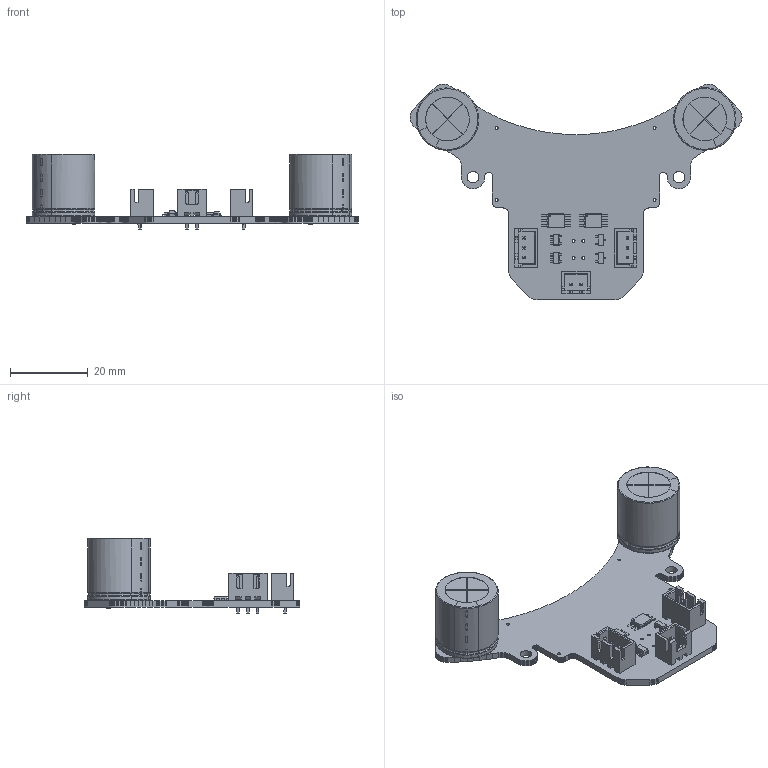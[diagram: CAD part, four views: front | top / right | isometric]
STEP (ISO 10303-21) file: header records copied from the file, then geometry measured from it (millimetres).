
FILE_DESCRIPTION(('KiCad electronic assembly'),'2;1');
FILE_NAME('Boost-unit.step','2024-04-20T21:43:37',('Pcbnew'),('Kicad'), 'Open CASCADE STEP processor 7.6','KiCad to STEP converter','Unknown' );
FILE_SCHEMA(('AUTOMOTIVE_DESIGN { 1 0 10303 214 1 1 1 1 }'));
Length unit declared in the file: millimetre
Products named in the file (14): Boost-unit 1; JST_XH_B3B-XH-A_1x03_P2.50mm_Vertical; SOLID; CP_Radial_D16.0mm_P7.50mm; SOT-23; SO-6_4.4x3.6mm_P1.27mm; SOT-23-5; JST_XH_B2B-XH-A_1x02_P2.50mm_Vertical; _autosave-Boost-unit PCB
Assembly tree (18 placements, depth 3):
  Boost-unit 1
    JST_XH_B3B-XH-A_1x03_P2.50mm_Vertical  x2
      SOLID
    CP_Radial_D16.0mm_P7.50mm  x2
      SOLID
    SOT-23  x2
      SOLID
    SO-6_4.4x3.6mm_P1.27mm  x2
      SOLID
    SOT-23-5  x2
      SOLID
    JST_XH_B2B-XH-A_1x02_P2.50mm_Vertical
      SOLID
    _autosave-Boost-unit PCB
Bounding box: 85.14 x 55.37 x 19.4 mm (x, y, z)
Volume: 10595.3 mm3; surface area: 9600.5 mm2
Topology: 12 solids, 14 shells, 1386 faces, 3686 edges, 2356 vertices
Faces by surface type: plane 1000, bspline 188, cylinder 182, revolution 12, torus 4
Full cylindrical faces by diameter (mm): 0.2 x2, 0.762 x8, 0.9 x4, 0.95 x6, 1 x2, 1.2 x4, 3 x2
Entity records: 66466 total; most frequent: CARTESIAN_POINT 13558, DIRECTION 8747, LINE 6562, VECTOR 6562, ORIENTED_EDGE 4906, PCURVE 4906, DEFINITIONAL_REPRESENTATION 4906, EDGE_CURVE 2453
